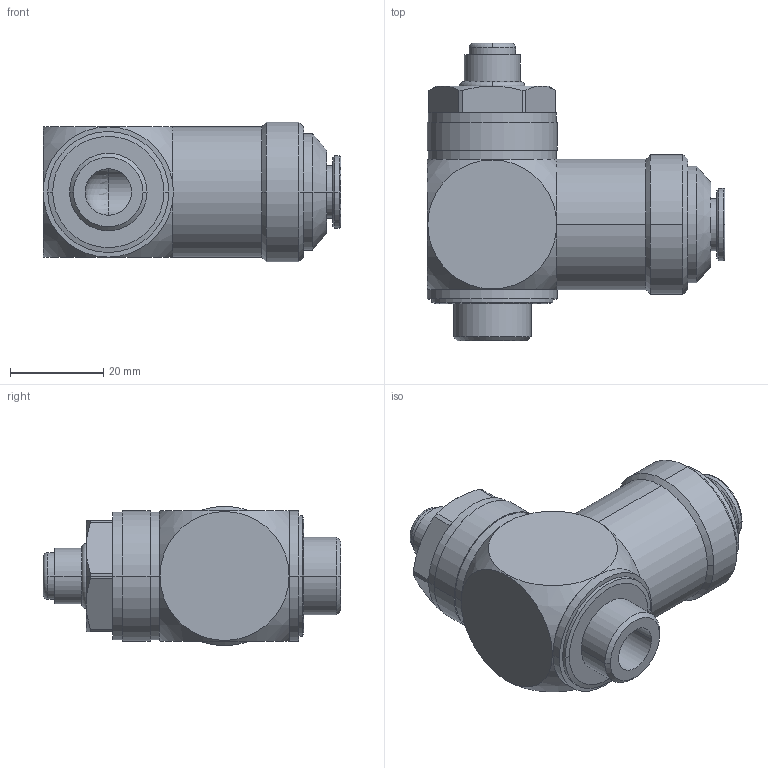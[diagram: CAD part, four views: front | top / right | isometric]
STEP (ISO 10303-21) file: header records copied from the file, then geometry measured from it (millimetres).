
FILE_DESCRIPTION(('STEP AP214'),'1');
FILE_NAME('7318_10_17.stp','2016-07-07T14:31:20',('TraceParts'),('TraceParts S.A.'),'Spatial InterOp 3D',' ',' ');
FILE_SCHEMA(('automotive_design'));
Length unit declared in the file: millimetre
Products named in the file (1): 1
Bounding box: 64 x 64 x 30 mm (x, y, z)
Volume: 48957.4 mm3; surface area: 12013.9 mm2
Topology: 1 solids, 1 shells, 99 faces, 234 edges, 151 vertices
Faces by surface type: cylinder 38, plane 32, cone 20, torus 6, sphere 3
Entity records: 2927 total; most frequent: DIRECTION 558, CARTESIAN_POINT 531, ORIENTED_EDGE 464, AXIS2_PLACEMENT_3D 238, EDGE_CURVE 232, VERTEX_POINT 151, CIRCLE 136, EDGE_LOOP 117
